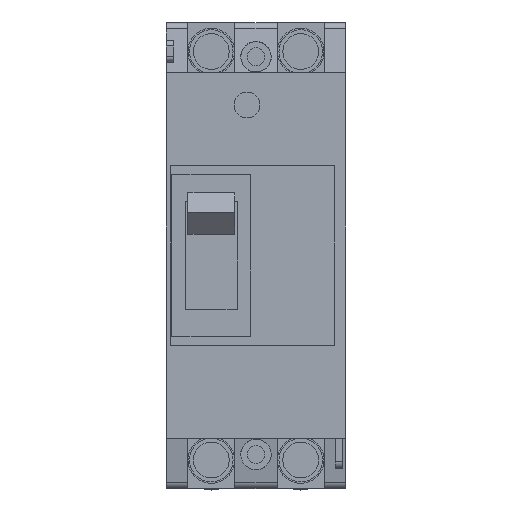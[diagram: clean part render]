
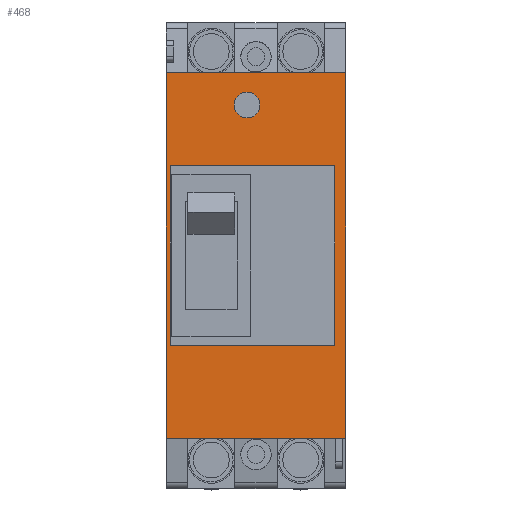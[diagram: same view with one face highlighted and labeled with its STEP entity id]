
A CAD part, top view. The second image highlights one B-rep face of the part: STEP entity #468.
In plain terms, the highlighted planar face has unit normal (0, 0, 1).
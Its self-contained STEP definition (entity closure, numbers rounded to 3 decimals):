
#170 = CARTESIAN_POINT ( 'NONE',  ( -25., -51., 68. ) ) ;
#295 = VERTEX_POINT ( 'NONE', #7002 ) ;
#407 = CARTESIAN_POINT ( 'NONE',  ( 25., 65., 68. ) ) ;
#427 = CARTESIAN_POINT ( 'NONE',  ( -25., -51., 68. ) ) ;
#468 = ADVANCED_FACE ( 'NONE', ( #5976, #3938, #9931 ), #8532, .T. ) ;
#603 = LINE ( 'NONE', #8765, #2205 ) ;
#606 = CARTESIAN_POINT ( 'NONE',  ( -6.1, 42., 68. ) ) ;
#623 = CARTESIAN_POINT ( 'NONE',  ( 25., -51., 68. ) ) ;
#653 = DIRECTION ( 'NONE',  ( 1., 0., 0. ) ) ;
#1315 = VERTEX_POINT ( 'NONE', #606 ) ;
#1417 = EDGE_CURVE ( 'NONE', #4746, #3451, #8433, .T. ) ;
#1441 = CIRCLE ( 'NONE', #4281, 3.6 ) ;
#1481 = EDGE_CURVE ( 'NONE', #9683, #295, #1803, .T. ) ;
#1541 = VECTOR ( 'NONE', #8775, 1000. ) ;
#1803 = LINE ( 'NONE', #8719, #1541 ) ;
#1991 = VECTOR ( 'NONE', #4913, 1000. ) ;
#2205 = VECTOR ( 'NONE', #4845, 1000. ) ;
#2233 = CARTESIAN_POINT ( 'NONE',  ( 0., 0., 68. ) ) ;
#2414 = AXIS2_PLACEMENT_3D ( 'NONE', #2233, #10137, #9357 ) ;
#2421 = VERTEX_POINT ( 'NONE', #6350 ) ;
#2707 = ORIENTED_EDGE ( 'NONE', *, *, #4317, .F. ) ;
#2758 = CARTESIAN_POINT ( 'NONE',  ( -25., 51., 68. ) ) ;
#2857 = VECTOR ( 'NONE', #6689, 1000. ) ;
#3451 = VERTEX_POINT ( 'NONE', #4461 ) ;
#3528 = LINE ( 'NONE', #4131, #4859 ) ;
#3633 = VECTOR ( 'NONE', #5870, 1000. ) ;
#3678 = DIRECTION ( 'NONE',  ( 0., 0., 1. ) ) ;
#3707 = CARTESIAN_POINT ( 'NONE',  ( -24., 25., 68. ) ) ;
#3811 = LINE ( 'NONE', #9625, #1991 ) ;
#3915 = CARTESIAN_POINT ( 'NONE',  ( -24., -25., 68. ) ) ;
#3928 = VECTOR ( 'NONE', #7034, 1000. ) ;
#3938 = FACE_OUTER_BOUND ( 'NONE', #4665, .T. ) ;
#3998 = EDGE_LOOP ( 'NONE', ( #7358, #7601, #7798, #8228 ) ) ;
#4131 = CARTESIAN_POINT ( 'NONE',  ( -25., 65., 68. ) ) ;
#4281 = AXIS2_PLACEMENT_3D ( 'NONE', #10054, #5318, #653 ) ;
#4317 = EDGE_CURVE ( 'NONE', #9913, #1315, #5483, .T. ) ;
#4461 = CARTESIAN_POINT ( 'NONE',  ( -24., -25., 68. ) ) ;
#4633 = EDGE_CURVE ( 'NONE', #2421, #7657, #603, .T. ) ;
#4648 = ORIENTED_EDGE ( 'NONE', *, *, #7970, .F. ) ;
#4665 = EDGE_LOOP ( 'NONE', ( #5230, #5452, #6627, #6743 ) ) ;
#4708 = EDGE_CURVE ( 'NONE', #7657, #4746, #3811, .T. ) ;
#4746 = VERTEX_POINT ( 'NONE', #5683 ) ;
#4845 = DIRECTION ( 'NONE',  ( 0., 1., 0. ) ) ;
#4859 = VECTOR ( 'NONE', #8812, 1000. ) ;
#4913 = DIRECTION ( 'NONE',  ( -1., 0., 0. ) ) ;
#4928 = LINE ( 'NONE', #427, #2857 ) ;
#5026 = EDGE_CURVE ( 'NONE', #3451, #2421, #8317, .T. ) ;
#5230 = ORIENTED_EDGE ( 'NONE', *, *, #5716, .T. ) ;
#5318 = DIRECTION ( 'NONE',  ( 0., 0., 1. ) ) ;
#5452 = ORIENTED_EDGE ( 'NONE', *, *, #9690, .T. ) ;
#5483 = CIRCLE ( 'NONE', #6153, 3.6 ) ;
#5683 = CARTESIAN_POINT ( 'NONE',  ( -24., 25., 68. ) ) ;
#5716 = EDGE_CURVE ( 'NONE', #9683, #7573, #3528, .T. ) ;
#5738 = CARTESIAN_POINT ( 'NONE',  ( 22., 25., 68. ) ) ;
#5870 = DIRECTION ( 'NONE',  ( 0., 1., 0. ) ) ;
#5976 = FACE_BOUND ( 'NONE', #9025, .T. ) ;
#6153 = AXIS2_PLACEMENT_3D ( 'NONE', #8365, #3678, #9157 ) ;
#6313 = VECTOR ( 'NONE', #6804, 1000. ) ;
#6350 = CARTESIAN_POINT ( 'NONE',  ( 22., -25., 68. ) ) ;
#6627 = ORIENTED_EDGE ( 'NONE', *, *, #8988, .T. ) ;
#6661 = VERTEX_POINT ( 'NONE', #623 ) ;
#6689 = DIRECTION ( 'NONE',  ( 1., 0., 0. ) ) ;
#6743 = ORIENTED_EDGE ( 'NONE', *, *, #1481, .F. ) ;
#6804 = DIRECTION ( 'NONE',  ( 0., -1., 0. ) ) ;
#7002 = CARTESIAN_POINT ( 'NONE',  ( 25., 51., 68. ) ) ;
#7034 = DIRECTION ( 'NONE',  ( 1., 0., 0. ) ) ;
#7358 = ORIENTED_EDGE ( 'NONE', *, *, #4708, .F. ) ;
#7573 = VERTEX_POINT ( 'NONE', #170 ) ;
#7601 = ORIENTED_EDGE ( 'NONE', *, *, #4633, .F. ) ;
#7657 = VERTEX_POINT ( 'NONE', #5738 ) ;
#7778 = LINE ( 'NONE', #407, #3633 ) ;
#7798 = ORIENTED_EDGE ( 'NONE', *, *, #5026, .F. ) ;
#7970 = EDGE_CURVE ( 'NONE', #1315, #9913, #1441, .T. ) ;
#8228 = ORIENTED_EDGE ( 'NONE', *, *, #1417, .F. ) ;
#8317 = LINE ( 'NONE', #3915, #3928 ) ;
#8365 = CARTESIAN_POINT ( 'NONE',  ( -2.5, 42., 68. ) ) ;
#8433 = LINE ( 'NONE', #3707, #6313 ) ;
#8532 = PLANE ( 'NONE',  #2414 ) ;
#8719 = CARTESIAN_POINT ( 'NONE',  ( -25., 51., 68. ) ) ;
#8749 = CARTESIAN_POINT ( 'NONE',  ( 1.1, 42., 68. ) ) ;
#8765 = CARTESIAN_POINT ( 'NONE',  ( 22., -25., 68. ) ) ;
#8775 = DIRECTION ( 'NONE',  ( 1., 0., 0. ) ) ;
#8812 = DIRECTION ( 'NONE',  ( 0., -1., 0. ) ) ;
#8988 = EDGE_CURVE ( 'NONE', #6661, #295, #7778, .T. ) ;
#9025 = EDGE_LOOP ( 'NONE', ( #2707, #4648 ) ) ;
#9157 = DIRECTION ( 'NONE',  ( 1., 0., 0. ) ) ;
#9357 = DIRECTION ( 'NONE',  ( 1., 0., 0. ) ) ;
#9625 = CARTESIAN_POINT ( 'NONE',  ( 22., 25., 68. ) ) ;
#9683 = VERTEX_POINT ( 'NONE', #2758 ) ;
#9690 = EDGE_CURVE ( 'NONE', #7573, #6661, #4928, .T. ) ;
#9913 = VERTEX_POINT ( 'NONE', #8749 ) ;
#9931 = FACE_BOUND ( 'NONE', #3998, .T. ) ;
#10054 = CARTESIAN_POINT ( 'NONE',  ( -2.5, 42., 68. ) ) ;
#10137 = DIRECTION ( 'NONE',  ( 0., 0., 1. ) ) ;
